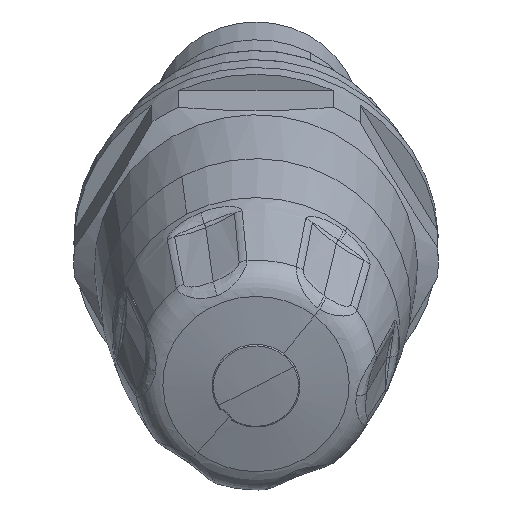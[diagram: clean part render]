
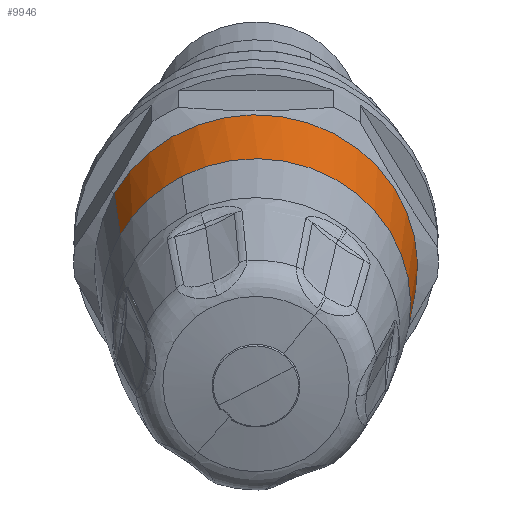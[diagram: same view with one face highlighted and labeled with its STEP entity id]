
A CAD part, top view. The second image highlights one B-rep face of the part: STEP entity #9946.
In plain terms, the highlighted face is a revolution surface.
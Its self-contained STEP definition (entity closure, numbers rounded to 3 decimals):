
#9730=CARTESIAN_POINT('Vertex',(-20.623,-11.17,63.63)) ;
#9733=CARTESIAN_POINT('Axis2P3D Location',(0.,-21.757,59.776)) ;
#9737=CARTESIAN_POINT('Vertex',(20.623,-32.344,55.923)) ;
#9903=CARTESIAN_POINT('Control Point',(-23.5,-21.757,59.776)) ;
#9904=CARTESIAN_POINT('Control Point',(-23.338,-23.584,64.796)) ;
#9905=CARTESIAN_POINT('Control Point',(-23.004,-25.409,69.811)) ;
#9906=CARTESIAN_POINT('Control Point',(-22.5,-27.229,74.811)) ;
#9907=CARTESIAN_POINT('Axis1P Location',(0.,-24.493,67.294)) ;
#9912=CARTESIAN_POINT('Control Point',(-20.623,-11.17,63.63)) ;
#9913=CARTESIAN_POINT('Control Point',(-20.481,-13.07,68.623)) ;
#9914=CARTESIAN_POINT('Control Point',(-20.188,-15.046,73.584)) ;
#9915=CARTESIAN_POINT('Control Point',(-19.746,-17.093,78.501)) ;
#9916=CARTESIAN_POINT('Vertex',(-19.746,-17.093,78.501)) ;
#9919=CARTESIAN_POINT('Axis2P3D Location',(0.,-27.229,74.811)) ;
#9923=CARTESIAN_POINT('Vertex',(-10.787,-8.674,81.565)) ;
#9926=CARTESIAN_POINT('Axis2P3D Location',(0.,-27.229,74.811)) ;
#9930=CARTESIAN_POINT('Vertex',(19.746,-37.366,71.122)) ;
#9934=CARTESIAN_POINT('Control Point',(20.623,-32.344,55.923)) ;
#9935=CARTESIAN_POINT('Control Point',(20.481,-34.098,60.97)) ;
#9936=CARTESIAN_POINT('Control Point',(20.188,-35.773,66.039)) ;
#9937=CARTESIAN_POINT('Control Point',(19.746,-37.366,71.122)) ;
#9734=DIRECTION('Axis2P3D Direction',(0.,0.342,-0.94)) ;
#9908=DIRECTION('Axis1P Direction',(0.,0.342,-0.94)) ;
#9920=DIRECTION('Axis2P3D Direction',(0.,0.342,-0.94)) ;
#9927=DIRECTION('Axis2P3D Direction',(0.,0.342,-0.94)) ;
#9735=AXIS2_PLACEMENT_3D('Circle Axis2P3D',#9733,#9734,$) ;
#9921=AXIS2_PLACEMENT_3D('Circle Axis2P3D',#9919,#9920,$) ;
#9928=AXIS2_PLACEMENT_3D('Circle Axis2P3D',#9926,#9927,$) ;
#9736=CIRCLE('generated circle',#9735,23.5) ;
#9922=CIRCLE('generated circle',#9921,22.5) ;
#9929=CIRCLE('generated circle',#9928,22.5) ;
#9910=SURFACE_OF_REVOLUTION('Surface of Revolution',#9902,#9909) ;
#9909=AXIS1_PLACEMENT('Revolution Surface Axis1P',#9907,#9908) ;
#9739=EDGE_CURVE('',#9731,#9738,#9736,.T.) ;
#9918=EDGE_CURVE('',#9731,#9917,#9911,.T.) ;
#9925=EDGE_CURVE('',#9924,#9917,#9922,.F.) ;
#9932=EDGE_CURVE('',#9931,#9924,#9929,.F.) ;
#9938=EDGE_CURVE('',#9738,#9931,#9933,.T.) ;
#9940=ORIENTED_EDGE('',*,*,#9739,.F.) ;
#9941=ORIENTED_EDGE('',*,*,#9918,.T.) ;
#9942=ORIENTED_EDGE('',*,*,#9925,.F.) ;
#9943=ORIENTED_EDGE('',*,*,#9932,.F.) ;
#9944=ORIENTED_EDGE('',*,*,#9938,.F.) ;
#9939=EDGE_LOOP('',(#9940,#9941,#9942,#9943,#9944)) ;
#9731=VERTEX_POINT('',#9730) ;
#9738=VERTEX_POINT('',#9737) ;
#9917=VERTEX_POINT('',#9916) ;
#9924=VERTEX_POINT('',#9923) ;
#9931=VERTEX_POINT('',#9930) ;
#9946=ADVANCED_FACE('PartBody',(#9945),#9910,.F.) ;
#9902=B_SPLINE_CURVE_WITH_KNOTS('',3,(#9903,#9904,#9905,#9906),.UNSPECIFIED.,.F.,.U.,(4,4),(7.588,23.622),.UNSPECIFIED.) ;
#9911=B_SPLINE_CURVE_WITH_KNOTS('',3,(#9912,#9913,#9914,#9915),.UNSPECIFIED.,.F.,.U.,(4,4),(7.588,23.622),.UNSPECIFIED.) ;
#9933=B_SPLINE_CURVE_WITH_KNOTS('',3,(#9934,#9935,#9936,#9937),.UNSPECIFIED.,.F.,.U.,(4,4),(7.588,23.622),.UNSPECIFIED.) ;
#9945=FACE_OUTER_BOUND('',#9939,.T.) ;
